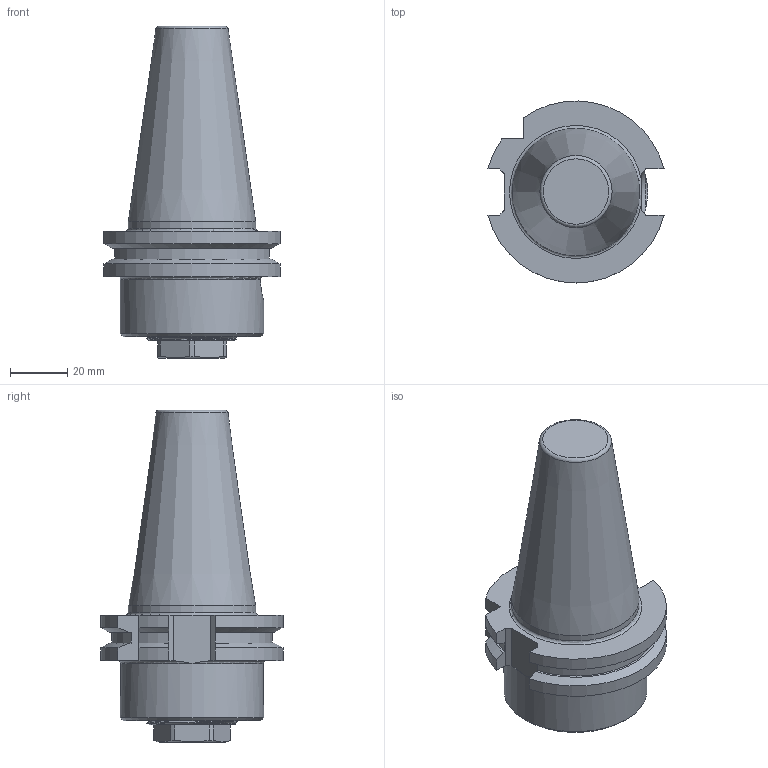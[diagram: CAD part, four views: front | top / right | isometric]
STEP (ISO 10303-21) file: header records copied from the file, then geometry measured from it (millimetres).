
FILE_DESCRIPTION(/* description */ ('Unknown'),/* implementation_level */ '2;1');
FILE_NAME(/* name */ '338120040',/* time_stamp */ '2020-08-11T13:11:18+02:00',/* author */ ('WTO KS'),/* organization */ ('WTO'),/* preprocessor_version */ 'ST-DEVELOPER v16.7',/* originating_system */ 'DEX',/* authorisation */ $);
FILE_SCHEMA (('AUTOMOTIVE_DESIGN {1 0 10303 214 3 1 1}'));
Length unit declared in the file: millimetre
Products named in the file (1): 090355_338120040_vereinfacht_STP_00416486
Bounding box: 61.48 x 63.54 x 115.9 mm (x, y, z)
Volume: 148105.1 mm3; surface area: 23417.9 mm2
Topology: 1 solids, 1 shells, 75 faces, 201 edges, 132 vertices
Faces by surface type: plane 33, cylinder 22, cone 13, torus 4, bspline 3
Full cylindrical faces by diameter (mm): 13.3 x1, 14 x1, 16 x1, 44.45 x1, 50 x1
Entity records: 2702 total; most frequent: CARTESIAN_POINT 928, ORIENTED_EDGE 364, DIRECTION 346, EDGE_CURVE 182, AXIS2_PLACEMENT_3D 133, VERTEX_POINT 126, EDGE_LOOP 92, FACE_BOUND 92
